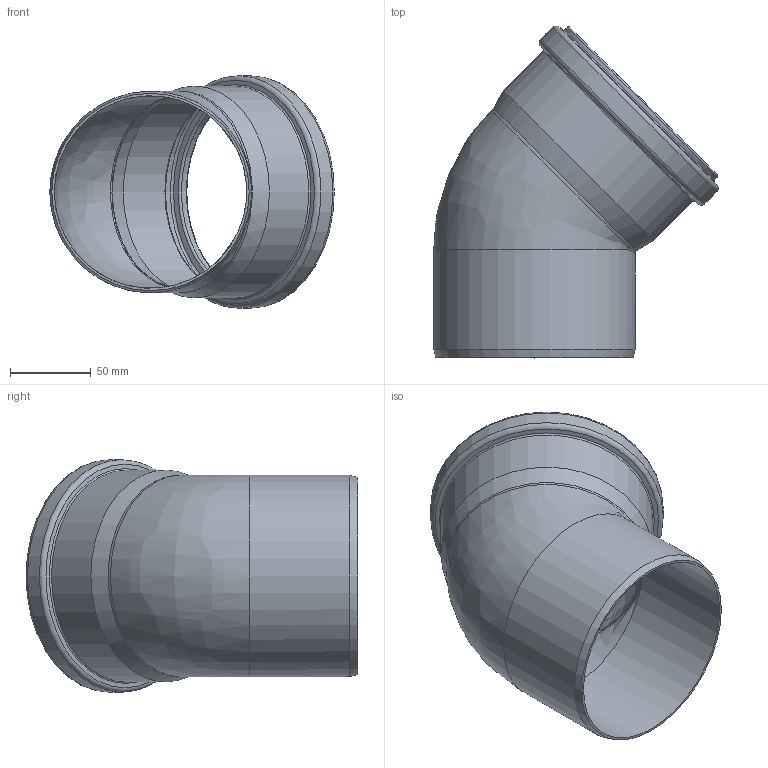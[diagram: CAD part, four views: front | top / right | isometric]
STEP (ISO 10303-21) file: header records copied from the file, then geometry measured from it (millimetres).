
FILE_DESCRIPTION(/* description */ (''),/* implementation_level */ '2;1');
FILE_NAME(/* name */ '176120 HTsafeB DN_OD 125_45°.stp',/* time_stamp */ '2017-03-13T12:13:51+01:00',/* author */ ('user1'),/* organization */ (''),/* preprocessor_version */ 'ST-DEVELOPER v16.1',/* originating_system */ 'Autodesk Inventor 2016',/* authorisation */ '');
FILE_SCHEMA (('AUTOMOTIVE_DESIGN { 1 0 10303 214 3 1 1 }'));
Length unit declared in the file: millimetre
Products named in the file (1): 176120 HTsafeB DN_OD 125_45°
Bounding box: 176.71 x 206.11 x 144.4 mm (x, y, z)
Volume: 200011.9 mm3; surface area: 155571.7 mm2
Topology: 1 solids, 1 shells, 35 faces, 74 edges, 41 vertices
Faces by surface type: cylinder 11, torus 10, cone 7, plane 4, bspline 3
Full cylindrical faces by diameter (mm): 119.616 x2, 125.2 x1, 126 x1, 126.2 x2, 131.6 x1, 131.8 x1, 138.8 x1, 144.4 x1
Entity records: 863 total; most frequent: CARTESIAN_POINT 221, DIRECTION 142, ORIENTED_EDGE 82, AXIS2_PLACEMENT_3D 71, EDGE_LOOP 66, EDGE_CURVE 41, VERTEX_POINT 37, FACE_OUTER_BOUND 35
